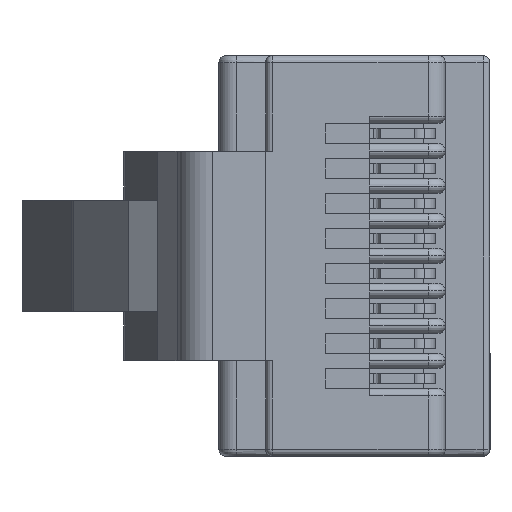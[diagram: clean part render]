
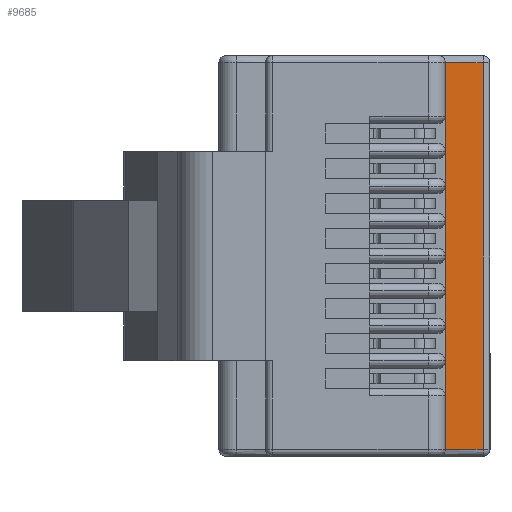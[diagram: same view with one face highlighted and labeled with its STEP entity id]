
A CAD part, left-side view. The second image highlights one B-rep face of the part: STEP entity #9685.
In plain terms, the highlighted face is planar.
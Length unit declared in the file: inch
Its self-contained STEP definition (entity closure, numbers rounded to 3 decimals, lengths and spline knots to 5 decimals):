
#317 = ORIENTED_EDGE ( 'NONE', *, *, #15500, .T. ) ;
#354 = PLANE ( 'NONE',  #15532 ) ;
#657 = EDGE_CURVE ( 'NONE', #12250, #2936, #12667, .T. ) ;
#1170 = EDGE_LOOP ( 'NONE', ( #317, #13688, #1270, #15070 ) ) ;
#1270 = ORIENTED_EDGE ( 'NONE', *, *, #8102, .T. ) ;
#1617 = CARTESIAN_POINT ( 'NONE',  ( -0.22205, -0.14764, 0.31417 ) ) ;
#2605 = FACE_OUTER_BOUND ( 'NONE', #1170, .T. ) ;
#2683 = VECTOR ( 'NONE', #3585, 39.37008 ) ;
#2861 = DIRECTION ( 'NONE',  ( -1., 0., 0. ) ) ;
#2936 = VERTEX_POINT ( 'NONE', #1617 ) ;
#2955 = CARTESIAN_POINT ( 'NONE',  ( 0.22205, -0.14764, 0.31417 ) ) ;
#3585 = DIRECTION ( 'NONE',  ( 0., -1., 0. ) ) ;
#4226 = VECTOR ( 'NONE', #9344, 39.37008 ) ;
#5083 = CARTESIAN_POINT ( 'NONE',  ( -0.22992, -0.14764, 0.31417 ) ) ;
#5755 = CARTESIAN_POINT ( 'NONE',  ( -0.22205, -0.10433, 0.31417 ) ) ;
#5971 = VECTOR ( 'NONE', #13307, 39.37008 ) ;
#6142 = VECTOR ( 'NONE', #15140, 39.37008 ) ;
#6158 = VERTEX_POINT ( 'NONE', #2955 ) ;
#6994 = CARTESIAN_POINT ( 'NONE',  ( 0.22205, 0.8619, 0.31417 ) ) ;
#7780 = CARTESIAN_POINT ( 'NONE',  ( 0.22205, -0.10433, 0.31417 ) ) ;
#8102 = EDGE_CURVE ( 'NONE', #2936, #6158, #13218, .T. ) ;
#9079 = CARTESIAN_POINT ( 'NONE',  ( -0.22992, 0.8619, 0.31417 ) ) ;
#9344 = DIRECTION ( 'NONE',  ( -1., 0., 0. ) ) ;
#9657 = VERTEX_POINT ( 'NONE', #7780 ) ;
#9685 = ADVANCED_FACE ( 'NONE', ( #2605 ), #354, .F. ) ;
#10344 = DIRECTION ( 'NONE',  ( 0., 0., -1. ) ) ;
#11683 = LINE ( 'NONE', #15619, #4226 ) ;
#12250 = VERTEX_POINT ( 'NONE', #5755 ) ;
#12667 = LINE ( 'NONE', #15624, #2683 ) ;
#13218 = LINE ( 'NONE', #5083, #6142 ) ;
#13307 = DIRECTION ( 'NONE',  ( 0., 1., 0. ) ) ;
#13688 = ORIENTED_EDGE ( 'NONE', *, *, #657, .T. ) ;
#15070 = ORIENTED_EDGE ( 'NONE', *, *, #15591, .T. ) ;
#15140 = DIRECTION ( 'NONE',  ( 1., 0., 0. ) ) ;
#15500 = EDGE_CURVE ( 'NONE', #9657, #12250, #11683, .T. ) ;
#15532 = AXIS2_PLACEMENT_3D ( 'NONE', #9079, #10344, #2861 ) ;
#15591 = EDGE_CURVE ( 'NONE', #6158, #9657, #16000, .T. ) ;
#15619 = CARTESIAN_POINT ( 'NONE',  ( -0.22992, -0.10433, 0.31417 ) ) ;
#15624 = CARTESIAN_POINT ( 'NONE',  ( -0.22205, 0.8619, 0.31417 ) ) ;
#16000 = LINE ( 'NONE', #6994, #5971 ) ;
